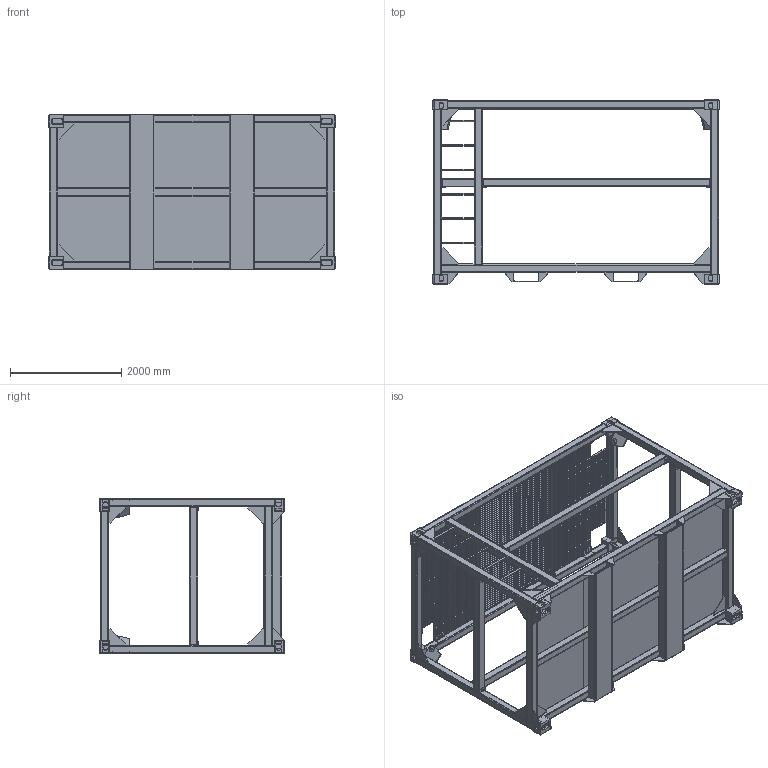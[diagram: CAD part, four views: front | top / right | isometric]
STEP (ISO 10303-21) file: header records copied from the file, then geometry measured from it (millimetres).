
FILE_DESCRIPTION(('FreeCAD Model'),'2;1');
FILE_NAME('Open CASCADE Shape Model','2025-05-03T10:23:11',('FreeCAD'),( 'FreeCAD'),'Open CASCADE STEP processor 7.6','FreeCAD','Unknown');
FILE_SCHEMA(('AUTOMOTIVE_DESIGN { 1 0 10303 214 1 1 1 1 }'));
Products named in the file (1): Open CASCADE STEP translator 7.6 1
Bounding box: 5137.53 x 3306.36 x 2796.97 mm (x, y, z)
Volume: 650096645.4 mm3; surface area: 153499494.3 mm2
Topology: 291 solids, 291 shells, 2804 faces, 6548 edges, 4330 vertices
Faces by surface type: bspline 2804
Entity records: 75064 total; most frequent: CARTESIAN_POINT 34377, ORIENTED_EDGE 13096, EDGE_CURVE 6548, B_SPLINE_CURVE_WITH_KNOTS 5202, VERTEX_POINT 4330, FACE_BOUND 3006, EDGE_LOOP 3006, ADVANCED_FACE 2804
